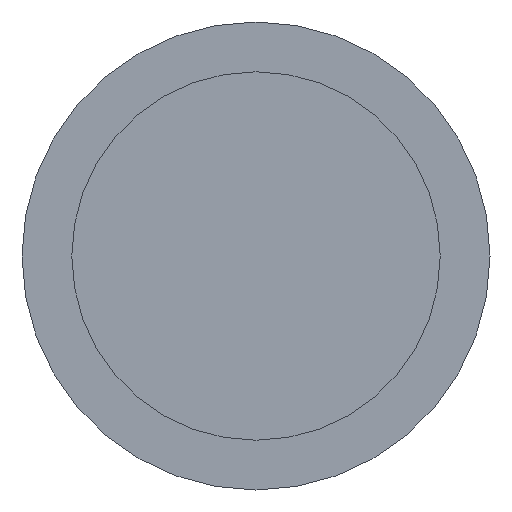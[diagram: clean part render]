
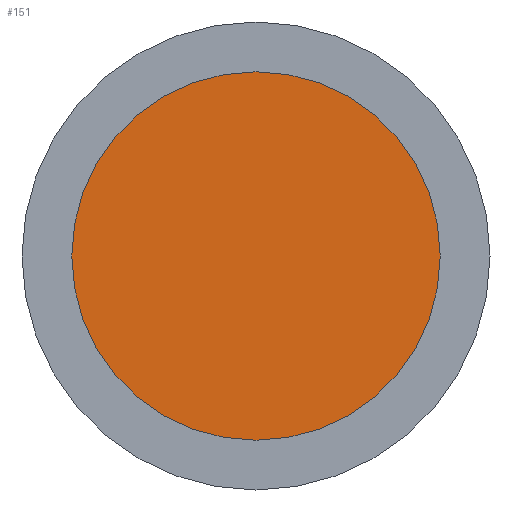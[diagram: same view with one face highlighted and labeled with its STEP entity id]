
A CAD part, left-side view. The second image highlights one B-rep face of the part: STEP entity #151.
In plain terms, the highlighted planar face has unit normal (-1, 0, 0).
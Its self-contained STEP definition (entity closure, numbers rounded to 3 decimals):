
#4 = FACE_OUTER_BOUND ( 'NONE', #305, .T. ) ;
#5 = CARTESIAN_POINT ( 'NONE',  ( -2.5, 0., 0. ) ) ;
#6 = ORIENTED_EDGE ( 'NONE', *, *, #111, .F. ) ;
#34 = AXIS2_PLACEMENT_3D ( 'NONE', #103, #125, #313 ) ;
#77 = AXIS2_PLACEMENT_3D ( 'NONE', #5, #208, #81 ) ;
#81 = DIRECTION ( 'NONE',  ( 0., 0., -1. ) ) ;
#91 = CIRCLE ( 'NONE', #153, 10. ) ;
#103 = CARTESIAN_POINT ( 'NONE',  ( -2.5, 10., 0. ) ) ;
#111 = EDGE_CURVE ( 'NONE', #118, #167, #287, .T. ) ;
#118 = VERTEX_POINT ( 'NONE', #257 ) ;
#125 = DIRECTION ( 'NONE',  ( 1., 0., 0. ) ) ;
#129 = ORIENTED_EDGE ( 'NONE', *, *, #211, .F. ) ;
#147 = CARTESIAN_POINT ( 'NONE',  ( -2.5, 0., 0. ) ) ;
#151 = ADVANCED_FACE ( 'NONE', ( #4 ), #187, .F. ) ;
#153 = AXIS2_PLACEMENT_3D ( 'NONE', #147, #302, #166 ) ;
#166 = DIRECTION ( 'NONE',  ( 0., 0., -1. ) ) ;
#167 = VERTEX_POINT ( 'NONE', #210 ) ;
#187 = PLANE ( 'NONE',  #34 ) ;
#208 = DIRECTION ( 'NONE',  ( 1., 0., 0. ) ) ;
#210 = CARTESIAN_POINT ( 'NONE',  ( -2.5, 0., -10. ) ) ;
#211 = EDGE_CURVE ( 'NONE', #167, #118, #91, .T. ) ;
#257 = CARTESIAN_POINT ( 'NONE',  ( -2.5, 0., 10. ) ) ;
#287 = CIRCLE ( 'NONE', #77, 10. ) ;
#302 = DIRECTION ( 'NONE',  ( 1., 0., 0. ) ) ;
#305 = EDGE_LOOP ( 'NONE', ( #6, #129 ) ) ;
#313 = DIRECTION ( 'NONE',  ( 0., 0., -1. ) ) ;
